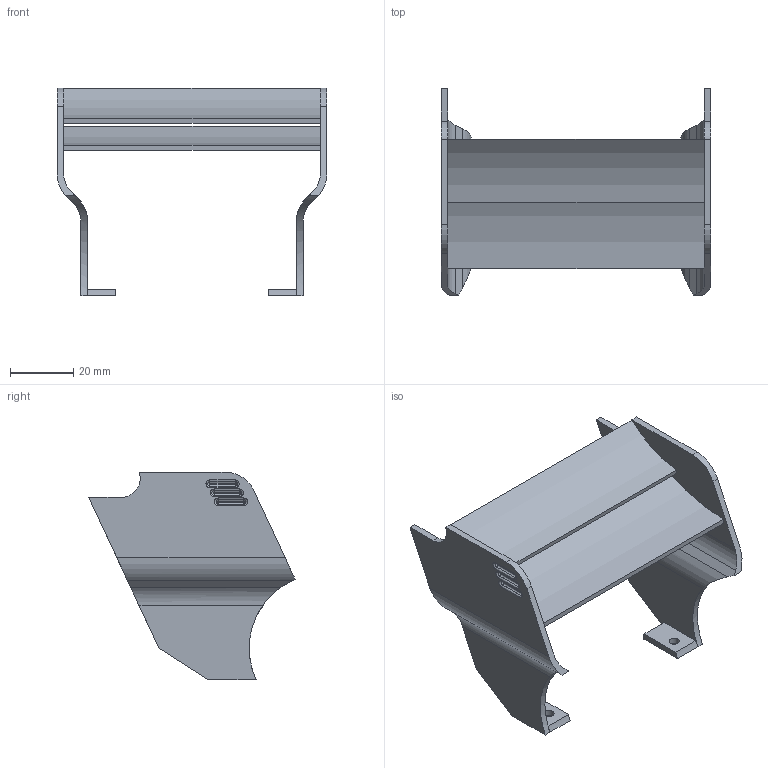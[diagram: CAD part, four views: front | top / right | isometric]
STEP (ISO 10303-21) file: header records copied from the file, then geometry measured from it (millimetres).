
FILE_DESCRIPTION(/* description */ (''),/* implementation_level */ '2;1');
FILE_NAME(/* name */ 'Rear_Wing_OpenRC_F1_2017.stp',/* time_stamp */ '2017-07-07T01:27:33+02:00',/* author */ (''),/* organization */ (''),/* preprocessor_version */ 'ST-DEVELOPER v16.13',/* originating_system */ 'Autodesk Translation Framework v6.1.1.50',/* authorisation */ '');
FILE_SCHEMA (('AUTOMOTIVE_DESIGN { 1 0 10303 214 3 1 1 }'));
Length unit declared in the file: millimetre
Products named in the file (1): FusionComponent
Bounding box: 85.2 x 65.24 x 65.67 mm (x, y, z)
Volume: 18128.6 mm3; surface area: 20909.8 mm2
Topology: 1 solids, 1 shells, 140 faces, 336 edges, 206 vertices
Faces by surface type: plane 58, cylinder 58, bspline 12, torus 12
Full cylindrical faces by diameter (mm): 3.3 x2
Entity records: 4224 total; most frequent: CARTESIAN_POINT 889, DIRECTION 732, ORIENTED_EDGE 668, EDGE_CURVE 334, AXIS2_PLACEMENT_3D 277, VERTEX_POINT 206, LINE 178, VECTOR 178
